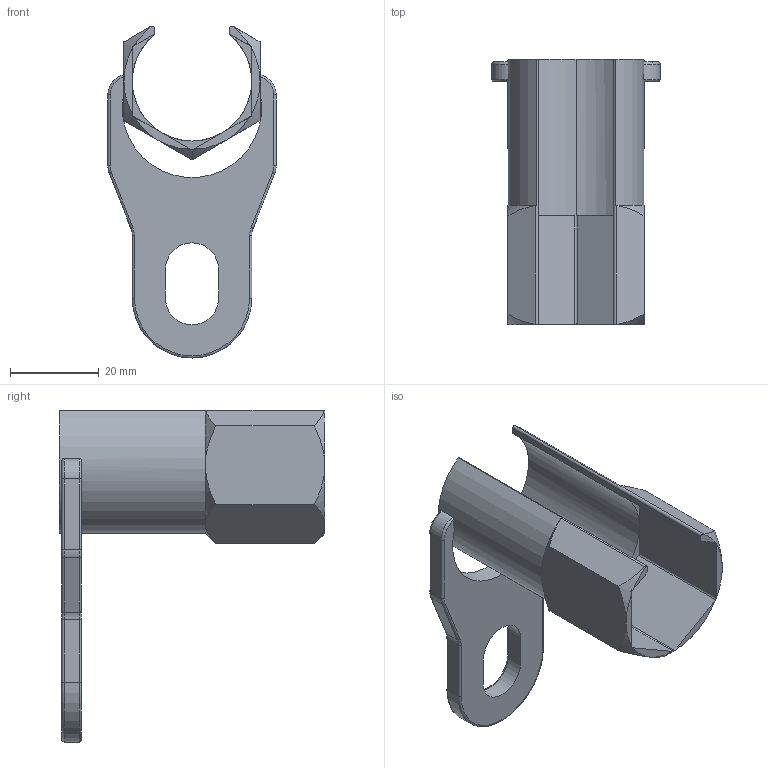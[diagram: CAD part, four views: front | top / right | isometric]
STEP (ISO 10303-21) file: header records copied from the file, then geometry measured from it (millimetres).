
FILE_DESCRIPTION (( 'STEP AP203' ), '1' );
FILE_NAME ('S-2700-WR.STEP', '2008-03-31T06:52:21', ( 'Baystate-05' ), ( 'BayState InfoTech' ), 'SwSTEP 2.0', 'SolidWorks 2007', '' );
FILE_SCHEMA (( 'CONFIG_CONTROL_DESIGN' ));
Length unit declared in the file: millimetre
Products named in the file (1): S-2700-WR
Bounding box: 38 x 60 x 74.98 mm (x, y, z)
Volume: 13554.8 mm3; surface area: 12907.1 mm2
Topology: 1 solids, 1 shells, 97 faces, 247 edges, 152 vertices
Faces by surface type: cylinder 37, plane 36, torus 17, cone 7
Entity records: 3179 total; most frequent: CARTESIAN_POINT 749, DIRECTION 508, ORIENTED_EDGE 494, EDGE_CURVE 247, AXIS2_PLACEMENT_3D 203, VERTEX_POINT 152, CIRCLE 105, LINE 102
